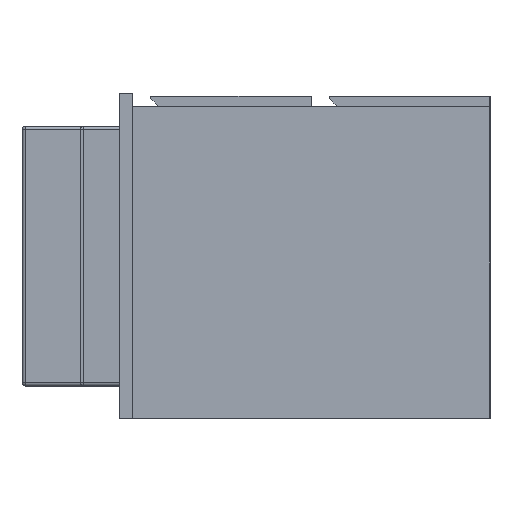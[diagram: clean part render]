
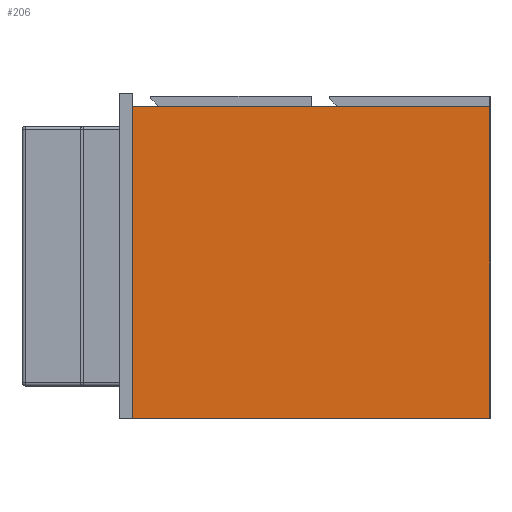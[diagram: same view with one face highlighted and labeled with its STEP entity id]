
A CAD part, left-side view. The second image highlights one B-rep face of the part: STEP entity #206.
In plain terms, the highlighted planar face has unit normal (-1, 0, 0).
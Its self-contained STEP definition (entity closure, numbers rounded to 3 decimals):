
#206 = ADVANCED_FACE ( 'NONE', ( #2337 ), #4493, .T. ) ;
#536 = DIRECTION ( 'NONE',  ( -1., 0., 0. ) ) ;
#1173 = CARTESIAN_POINT ( 'NONE',  ( -894., 275., 480. ) ) ;
#1180 = EDGE_CURVE ( 'NONE', #5221, #4285, #7959, .T. ) ;
#1258 = LINE ( 'NONE', #2368, #3488 ) ;
#1722 = VERTEX_POINT ( 'NONE', #8604 ) ;
#1912 = ORIENTED_EDGE ( 'NONE', *, *, #1180, .T. ) ;
#1983 = ORIENTED_EDGE ( 'NONE', *, *, #5139, .F. ) ;
#2337 = FACE_OUTER_BOUND ( 'NONE', #8167, .T. ) ;
#2368 = CARTESIAN_POINT ( 'NONE',  ( -894., -275., 480. ) ) ;
#2416 = ORIENTED_EDGE ( 'NONE', *, *, #4818, .F. ) ;
#2579 = VECTOR ( 'NONE', #6652, 1000. ) ;
#2951 = LINE ( 'NONE', #3349, #5581 ) ;
#3222 = VERTEX_POINT ( 'NONE', #4124 ) ;
#3349 = CARTESIAN_POINT ( 'NONE',  ( -894., 275., 0. ) ) ;
#3488 = VECTOR ( 'NONE', #6509, 1000. ) ;
#4124 = CARTESIAN_POINT ( 'NONE',  ( -894., -275., 0. ) ) ;
#4285 = VERTEX_POINT ( 'NONE', #7460 ) ;
#4493 = PLANE ( 'NONE',  #5530 ) ;
#4806 = DIRECTION ( 'NONE',  ( 0., 1., 0. ) ) ;
#4818 = EDGE_CURVE ( 'NONE', #3222, #1722, #2951, .T. ) ;
#5139 = EDGE_CURVE ( 'NONE', #5221, #3222, #1258, .T. ) ;
#5161 = VECTOR ( 'NONE', #6280, 1000. ) ;
#5221 = VERTEX_POINT ( 'NONE', #7702 ) ;
#5281 = CARTESIAN_POINT ( 'NONE',  ( -894., 275., 480. ) ) ;
#5530 = AXIS2_PLACEMENT_3D ( 'NONE', #1173, #536, #5871 ) ;
#5581 = VECTOR ( 'NONE', #4806, 1000. ) ;
#5606 = EDGE_CURVE ( 'NONE', #4285, #1722, #7172, .T. ) ;
#5871 = DIRECTION ( 'NONE',  ( 0., -1., 0. ) ) ;
#6280 = DIRECTION ( 'NONE',  ( 0., 0., -1. ) ) ;
#6487 = ORIENTED_EDGE ( 'NONE', *, *, #5606, .T. ) ;
#6509 = DIRECTION ( 'NONE',  ( 0., 0., -1. ) ) ;
#6652 = DIRECTION ( 'NONE',  ( 0., 1., 0. ) ) ;
#7011 = CARTESIAN_POINT ( 'NONE',  ( -894., 275., 480. ) ) ;
#7172 = LINE ( 'NONE', #7011, #5161 ) ;
#7460 = CARTESIAN_POINT ( 'NONE',  ( -894., 275., 480. ) ) ;
#7702 = CARTESIAN_POINT ( 'NONE',  ( -894., -275., 480. ) ) ;
#7959 = LINE ( 'NONE', #5281, #2579 ) ;
#8167 = EDGE_LOOP ( 'NONE', ( #2416, #1983, #1912, #6487 ) ) ;
#8604 = CARTESIAN_POINT ( 'NONE',  ( -894., 275., 0. ) ) ;
